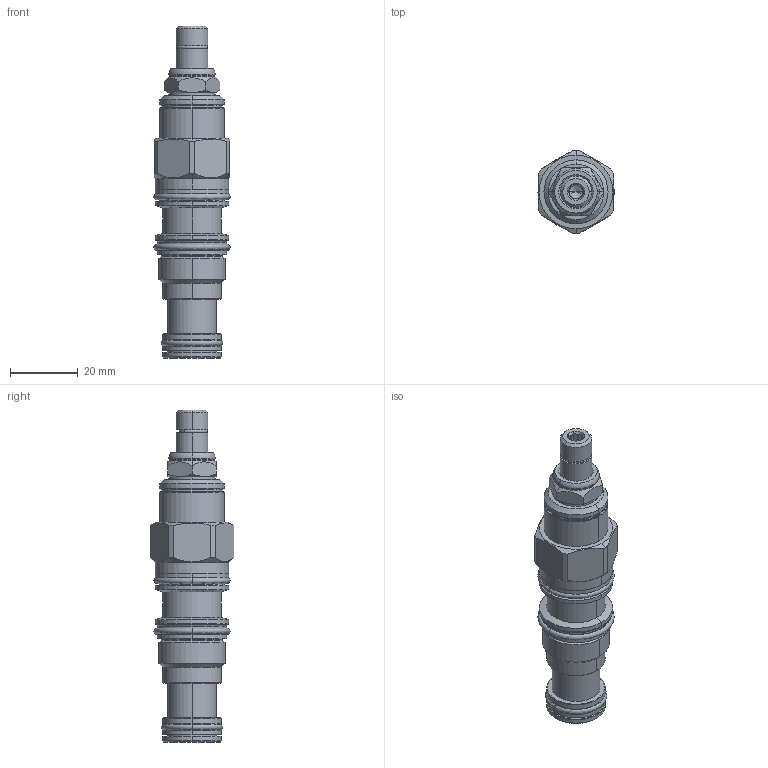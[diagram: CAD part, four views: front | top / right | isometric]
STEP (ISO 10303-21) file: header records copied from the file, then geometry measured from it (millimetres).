
FILE_DESCRIPTION((''),'2;1');
FILE_NAME('PBDB-LQN_PRT','2015-06-30T',('Administrator'),(''),'PRO/ENGINEER BY PARAMETRIC TECHNOLOGY CORPORATION, 2006240','PRO/ENGINEER BY PARAMETRIC TECHNOLOGY CORPORATION, 2006240','');
FILE_SCHEMA(('CONFIG_CONTROL_DESIGN'));
Length unit declared in the file: inch
Products named in the file (1): PBDB-LQN_PRT
Bounding box: 22.55 x 24.84 x 98.37 mm (x, y, z)
Volume: 24552.3 mm3; surface area: 8412.7 mm2
Topology: 4 solids, 4 shells, 202 faces, 454 edges, 273 vertices
Faces by surface type: cylinder 63, plane 54, cone 40, torus 33, revolution 12
Entity records: 6986 total; most frequent: CARTESIAN_POINT 2367, DIRECTION 1028, ORIENTED_EDGE 904, EDGE_CURVE 452, AXIS2_PLACEMENT_3D 434, VERTEX_POINT 273, CIRCLE 244, EDGE_LOOP 223
